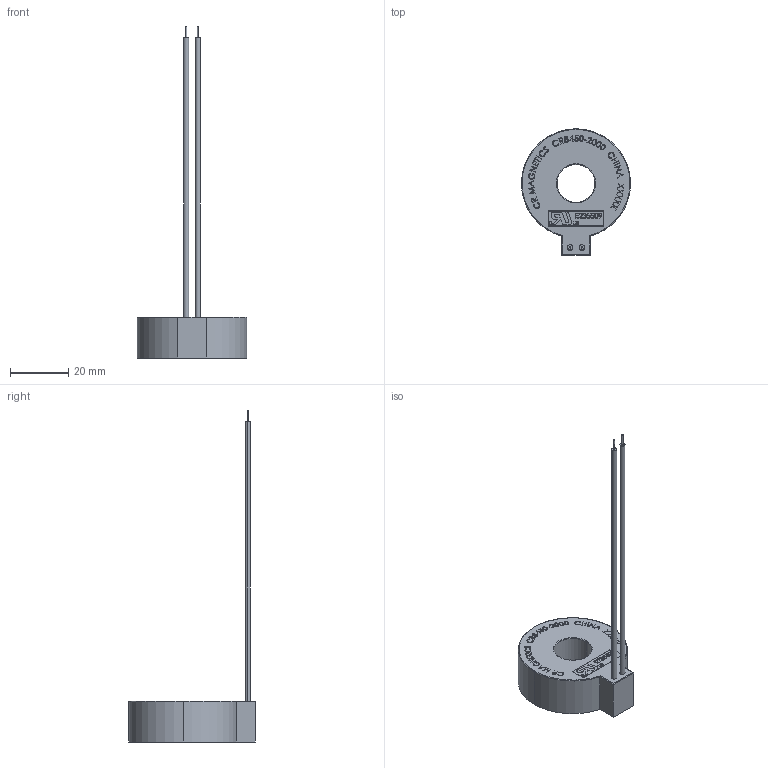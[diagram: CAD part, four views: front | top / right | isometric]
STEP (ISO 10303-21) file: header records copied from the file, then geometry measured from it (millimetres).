
FILE_DESCRIPTION (( 'STEP AP203' ), '1' );
FILE_NAME ('CR8450-2000.STEP', '2023-08-28T14:47:07', ( '' ), ( '' ), 'SwSTEP 2.0', 'SolidWorks 2022', '' );
FILE_SCHEMA (( 'CONFIG_CONTROL_DESIGN' ));
Length unit declared in the file: millimetre
Products named in the file (1): CR8450-2000
Bounding box: 37.5 x 43.4 x 114 mm (x, y, z)
Volume: 14817.2 mm3; surface area: 5562.2 mm2
Topology: 1 solids, 1 shells, 628 faces, 1664 edges, 1104 vertices
Faces by surface type: plane 365, bspline 217, cylinder 36, torus 10
Entity records: 32891 total; most frequent: CARTESIAN_POINT 18648, ORIENTED_EDGE 3328, DIRECTION 2124, EDGE_CURVE 1664, LINE 1144, VECTOR 1144, VERTEX_POINT 1104, EDGE_LOOP 696
